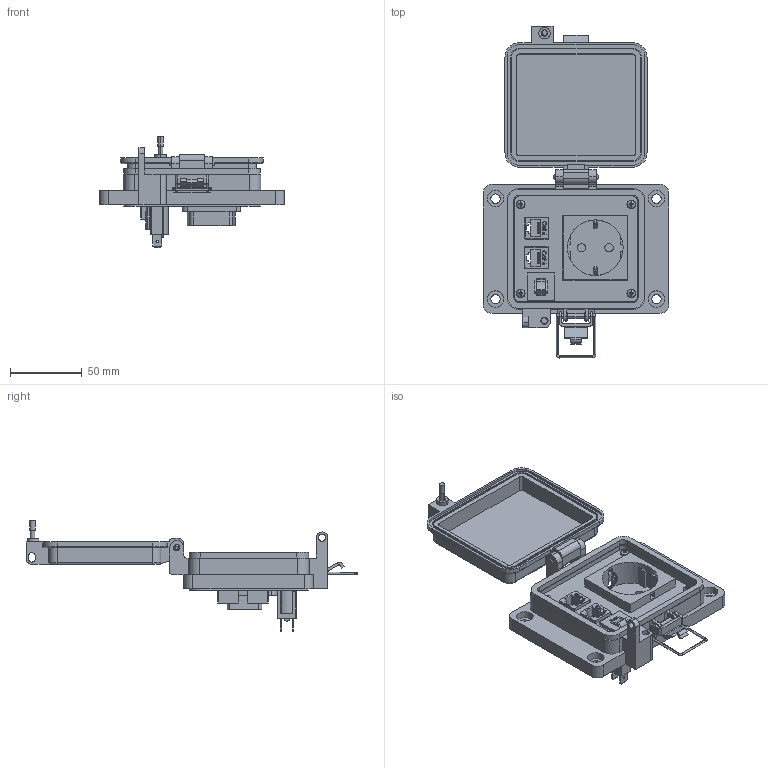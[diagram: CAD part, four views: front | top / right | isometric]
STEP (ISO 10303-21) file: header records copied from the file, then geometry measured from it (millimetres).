
FILE_DESCRIPTION (( 'STEP AP203' ), '1' );
FILE_NAME ('P-R62#2-K3RE3_3D.STEP', '2020-04-15T13:43:58', ( '' ), ( '' ), 'SwSTEP 2.0', 'SolidWorks 2019', '' );
FILE_SCHEMA (( 'CONFIG_CONTROL_DESIGN' ));
Length unit declared in the file: millimetre
Products named in the file (15): Z-200-OTLT-RE; Z-000-4243316TFP; R62; P-R62#2-K3RE3_TP060_1; Z-300-RJ45CAT6; Z-H-K3_B; P-R62#2-K3RE3_3D; -K3; 92005A124_METRIC PAN HEAD PHILLIPS MACHINE SCREW_92005A124; P-R62#2-K3RE3_BP180_1; CBX; RE; Z-CB-SM; P-R62#2-K3RE3_FP060_1
Assembly tree (22 placements, depth 3):
  P-R62#2-K3RE3_3D
    P-R62#2-K3RE3_BP180_1
    P-R62#2-K3RE3_TP060_1  x2
    Z-000-4243316TFP  x4
    P-R62#2-K3RE3_FP060_1
    R62
      Z-300-RJ45CAT6
    R62
      Z-300-RJ45CAT6
    CBX
      Z-CB-SM
    RE
      Z-200-OTLT-RE
    -K3
      Z-H-K3_B
    92005A124_METRIC PAN HEAD PHILLIPS MACHINE SCREW_92005A124  x4
Bounding box: 129 x 231.18 x 77.64 mm (x, y, z)
Volume: 202722.4 mm3; surface area: 120663.6 mm2
Topology: 26 solids, 26 shells, 2474 faces, 6969 edges, 4616 vertices
Faces by surface type: plane 1085, cylinder 961, bspline 302, cone 80, torus 38, sphere 8
Entity records: 56399 total; most frequent: CARTESIAN_POINT 18525, ORIENTED_EDGE 8108, DIRECTION 6715, EDGE_CURVE 4054, VERTEX_POINT 2685, LINE 2529, VECTOR 2529, AXIS2_PLACEMENT_3D 2093
